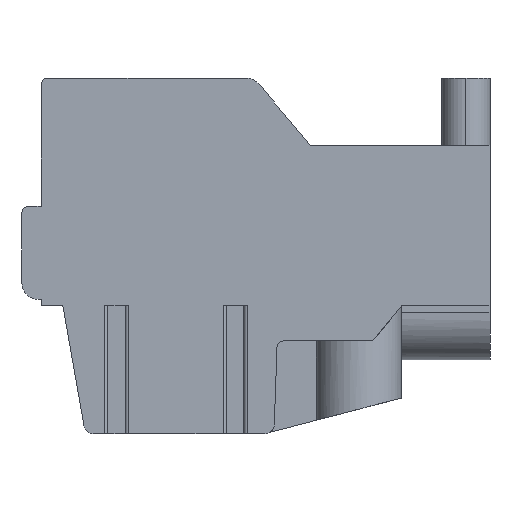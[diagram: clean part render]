
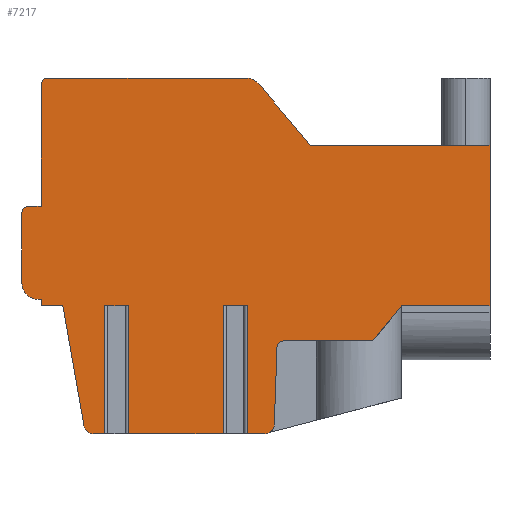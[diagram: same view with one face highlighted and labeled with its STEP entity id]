
A CAD part, front view. The second image highlights one B-rep face of the part: STEP entity #7217.
In plain terms, the highlighted planar face has unit normal (0, -1, 0).
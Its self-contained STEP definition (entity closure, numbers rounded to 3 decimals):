
#1=DIRECTION('',(1.,0.,0.));
#2=VECTOR('',#1,0.746);
#3=CARTESIAN_POINT('',(-12.023,0.,-7.186));
#4=LINE('',#3,#2);
#5=DIRECTION('',(0.,0.,-1.));
#6=VECTOR('',#5,4.);
#7=CARTESIAN_POINT('',(-12.023,0.,-7.186));
#8=LINE('',#7,#6);
#9=DIRECTION('',(-1.,0.,0.));
#10=VECTOR('',#9,0.348);
#11=CARTESIAN_POINT('',(-12.023,0.,-11.186));
#12=LINE('',#11,#10);
#13=CARTESIAN_POINT('',(-12.371,0.,-10.886));
#14=DIRECTION('',(0.,1.,0.));
#15=DIRECTION('',(0.,0.,-1.));
#16=AXIS2_PLACEMENT_3D('',#13,#14,#15);
#18=DIRECTION('',(-0.174,0.,0.985));
#19=VECTOR('',#18,3.81);
#20=CARTESIAN_POINT('',(-12.667,0.,-10.938));
#21=LINE('',#20,#19);
#22=DIRECTION('',(-1.,0.,0.));
#23=VECTOR('',#22,0.672);
#24=CARTESIAN_POINT('',(-13.328,0.,-7.186));
#25=LINE('',#24,#23);
#26=DIRECTION('',(0.,0.,1.));
#27=VECTOR('',#26,0.2);
#28=CARTESIAN_POINT('',(-14.,0.,-7.186));
#29=LINE('',#28,#27);
#30=DIRECTION('',(-1.,0.,0.));
#31=VECTOR('',#30,0.1);
#32=CARTESIAN_POINT('',(-14.,0.,-6.986));
#33=LINE('',#32,#31);
#34=CARTESIAN_POINT('',(-14.1,0.,-6.486));
#35=DIRECTION('',(0.,1.,0.));
#36=DIRECTION('',(0.,0.,-1.));
#37=AXIS2_PLACEMENT_3D('',#34,#35,#36);
#39=DIRECTION('',(0.,0.,1.));
#40=VECTOR('',#39,2.2);
#41=CARTESIAN_POINT('',(-14.6,0.,-6.486));
#42=LINE('',#41,#40);
#43=CARTESIAN_POINT('',(-14.4,0.,-4.286));
#44=DIRECTION('',(0.,1.,0.));
#45=DIRECTION('',(-1.,0.,0.));
#46=AXIS2_PLACEMENT_3D('',#43,#44,#45);
#48=DIRECTION('',(1.,0.,0.));
#49=VECTOR('',#48,0.4);
#50=CARTESIAN_POINT('',(-14.4,0.,-4.086));
#51=LINE('',#50,#49);
#52=DIRECTION('',(0.,0.,1.));
#53=VECTOR('',#52,3.8);
#54=CARTESIAN_POINT('',(-14.,0.,-4.086));
#55=LINE('',#54,#53);
#56=CARTESIAN_POINT('',(-13.8,0.,-0.286));
#57=DIRECTION('',(0.,1.,0.));
#58=DIRECTION('',(-1.,0.,0.));
#59=AXIS2_PLACEMENT_3D('',#56,#57,#58);
#61=DIRECTION('',(1.,0.,0.));
#62=VECTOR('',#61,6.205);
#63=CARTESIAN_POINT('',(-13.8,0.,-0.086));
#64=LINE('',#63,#62);
#65=CARTESIAN_POINT('',(-7.595,0.,-0.586));
#66=DIRECTION('',(0.,1.,0.));
#67=DIRECTION('',(0.,0.,1.));
#68=AXIS2_PLACEMENT_3D('',#65,#66,#67);
#70=DIRECTION('',(0.643,0.,-0.766));
#71=VECTOR('',#70,2.508);
#72=CARTESIAN_POINT('',(-7.212,0.,-0.264));
#73=LINE('',#72,#71);
#74=DIRECTION('',(1.,0.,0.));
#75=VECTOR('',#74,5.6);
#76=CARTESIAN_POINT('',(-5.6,0.,-2.186));
#77=LINE('',#76,#75);
#78=DIRECTION('',(0.,0.,-1.));
#79=VECTOR('',#78,5.);
#80=CARTESIAN_POINT('',(0.,0.,-2.186));
#81=LINE('',#80,#79);
#82=DIRECTION('',(-1.,0.,0.));
#83=VECTOR('',#82,2.75);
#84=CARTESIAN_POINT('',(0.,0.,-7.186));
#85=LINE('',#84,#83);
#86=DIRECTION('',(-0.635,0.,-0.773));
#87=VECTOR('',#86,1.423);
#88=CARTESIAN_POINT('',(-2.75,0.,-7.186));
#89=LINE('',#88,#87);
#90=DIRECTION('',(-1.,0.,0.));
#91=VECTOR('',#90,2.792);
#92=CARTESIAN_POINT('',(-3.653,0.,-8.286));
#93=LINE('',#92,#91);
#94=CARTESIAN_POINT('',(-6.445,0.,-8.486));
#95=DIRECTION('',(0.,-1.,0.));
#96=DIRECTION('',(0.,0.,1.));
#97=AXIS2_PLACEMENT_3D('',#94,#95,#96);
#99=DIRECTION('',(-0.035,0.,-0.999));
#100=VECTOR('',#99,2.419);
#101=CARTESIAN_POINT('',(-6.645,0.,-8.479));
#102=LINE('',#101,#100);
#103=CARTESIAN_POINT('',(-7.029,0.,-10.886));
#104=DIRECTION('',(0.,1.,0.));
#105=DIRECTION('',(0.999,0.,-0.035));
#106=AXIS2_PLACEMENT_3D('',#103,#104,#105);
#108=DIRECTION('',(-1.,0.,0.));
#109=VECTOR('',#108,0.547);
#110=CARTESIAN_POINT('',(-7.029,0.,-11.186));
#111=LINE('',#110,#109);
#112=DIRECTION('',(0.,0.,-1.));
#113=VECTOR('',#112,4.);
#114=CARTESIAN_POINT('',(-7.577,0.,-7.186));
#115=LINE('',#114,#113);
#116=DIRECTION('',(1.,0.,0.));
#117=VECTOR('',#116,0.746);
#118=CARTESIAN_POINT('',(-8.323,0.,-7.186));
#119=LINE('',#118,#117);
#120=DIRECTION('',(0.,0.,-1.));
#121=VECTOR('',#120,4.);
#122=CARTESIAN_POINT('',(-8.323,0.,-7.186));
#123=LINE('',#122,#121);
#124=DIRECTION('',(-1.,0.,0.));
#125=VECTOR('',#124,2.954);
#126=CARTESIAN_POINT('',(-8.323,0.,-11.186));
#127=LINE('',#126,#125);
#128=DIRECTION('',(0.,0.,-1.));
#129=VECTOR('',#128,4.);
#130=CARTESIAN_POINT('',(-11.277,0.,-7.186));
#131=LINE('',#130,#129);
#5577=CARTESIAN_POINT('',(-14.6,0.,-6.486));
#5578=CARTESIAN_POINT('',(-14.6,0.,-4.286));
#5579=VERTEX_POINT('',#5577);
#5580=VERTEX_POINT('',#5578);
#5581=CARTESIAN_POINT('',(-14.4,0.,-4.086));
#5582=VERTEX_POINT('',#5581);
#5583=CARTESIAN_POINT('',(-14.,0.,-4.086));
#5584=VERTEX_POINT('',#5583);
#5585=CARTESIAN_POINT('',(-14.,0.,-0.286));
#5586=VERTEX_POINT('',#5585);
#5587=CARTESIAN_POINT('',(-13.8,0.,-0.086));
#5588=VERTEX_POINT('',#5587);
#5589=CARTESIAN_POINT('',(-7.595,0.,-0.086));
#5590=VERTEX_POINT('',#5589);
#5591=CARTESIAN_POINT('',(-7.212,0.,-0.264));
#5592=VERTEX_POINT('',#5591);
#5593=CARTESIAN_POINT('',(-5.6,0.,-2.186));
#5594=VERTEX_POINT('',#5593);
#5595=CARTESIAN_POINT('',(0.,0.,-2.186));
#5596=VERTEX_POINT('',#5595);
#5597=CARTESIAN_POINT('',(0.,0.,-7.186));
#5598=VERTEX_POINT('',#5597);
#5599=CARTESIAN_POINT('',(-2.75,0.,-7.186));
#5600=VERTEX_POINT('',#5599);
#5601=CARTESIAN_POINT('',(-3.653,0.,-8.286));
#5602=VERTEX_POINT('',#5601);
#5603=CARTESIAN_POINT('',(-6.445,0.,-8.286));
#5604=VERTEX_POINT('',#5603);
#5605=CARTESIAN_POINT('',(-6.645,0.,-8.479));
#5606=VERTEX_POINT('',#5605);
#5607=CARTESIAN_POINT('',(-6.73,0.,-10.896));
#5608=VERTEX_POINT('',#5607);
#5609=CARTESIAN_POINT('',(-7.029,0.,-11.186));
#5610=VERTEX_POINT('',#5609);
#5611=CARTESIAN_POINT('',(-12.371,0.,-11.186));
#5612=CARTESIAN_POINT('',(-12.667,0.,-10.938));
#5613=VERTEX_POINT('',#5611);
#5614=VERTEX_POINT('',#5612);
#5615=CARTESIAN_POINT('',(-13.328,0.,-7.186));
#5616=VERTEX_POINT('',#5615);
#5617=CARTESIAN_POINT('',(-14.,0.,-7.186));
#5618=VERTEX_POINT('',#5617);
#5619=CARTESIAN_POINT('',(-14.,0.,-6.986));
#5620=VERTEX_POINT('',#5619);
#5621=CARTESIAN_POINT('',(-14.1,0.,-6.986));
#5622=VERTEX_POINT('',#5621);
#6073=CARTESIAN_POINT('',(-12.023,0.,-7.186));
#6074=CARTESIAN_POINT('',(-11.277,0.,-7.186));
#6075=VERTEX_POINT('',#6073);
#6076=VERTEX_POINT('',#6074);
#6077=CARTESIAN_POINT('',(-8.323,0.,-7.186));
#6078=CARTESIAN_POINT('',(-7.577,0.,-7.186));
#6079=VERTEX_POINT('',#6077);
#6080=VERTEX_POINT('',#6078);
#6081=CARTESIAN_POINT('',(-11.277,0.,-11.186));
#6082=VERTEX_POINT('',#6081);
#6083=CARTESIAN_POINT('',(-12.023,0.,-11.186));
#6084=VERTEX_POINT('',#6083);
#6085=CARTESIAN_POINT('',(-8.323,0.,-11.186));
#6086=VERTEX_POINT('',#6085);
#6087=CARTESIAN_POINT('',(-7.577,0.,-11.186));
#6088=VERTEX_POINT('',#6087);
#7148=CARTESIAN_POINT('',(0.,0.,0.));
#7149=DIRECTION('',(0.,1.,0.));
#7150=DIRECTION('',(1.,0.,0.));
#7151=AXIS2_PLACEMENT_3D('',#7148,#7149,#7150);
#7152=PLANE('',#7151);
#7154=ORIENTED_EDGE('',*,*,#7153,.F.);
#7156=ORIENTED_EDGE('',*,*,#7155,.T.);
#7158=ORIENTED_EDGE('',*,*,#7157,.T.);
#7160=ORIENTED_EDGE('',*,*,#7159,.T.);
#7162=ORIENTED_EDGE('',*,*,#7161,.T.);
#7164=ORIENTED_EDGE('',*,*,#7163,.T.);
#7166=ORIENTED_EDGE('',*,*,#7165,.T.);
#7168=ORIENTED_EDGE('',*,*,#7167,.T.);
#7170=ORIENTED_EDGE('',*,*,#7169,.T.);
#7172=ORIENTED_EDGE('',*,*,#7171,.T.);
#7174=ORIENTED_EDGE('',*,*,#7173,.T.);
#7176=ORIENTED_EDGE('',*,*,#7175,.T.);
#7178=ORIENTED_EDGE('',*,*,#7177,.T.);
#7180=ORIENTED_EDGE('',*,*,#7179,.T.);
#7182=ORIENTED_EDGE('',*,*,#7181,.T.);
#7184=ORIENTED_EDGE('',*,*,#7183,.T.);
#7186=ORIENTED_EDGE('',*,*,#7185,.T.);
#7188=ORIENTED_EDGE('',*,*,#7187,.T.);
#7190=ORIENTED_EDGE('',*,*,#7189,.T.);
#7192=ORIENTED_EDGE('',*,*,#7191,.T.);
#7194=ORIENTED_EDGE('',*,*,#7193,.T.);
#7196=ORIENTED_EDGE('',*,*,#7195,.T.);
#7198=ORIENTED_EDGE('',*,*,#7197,.T.);
#7200=ORIENTED_EDGE('',*,*,#7199,.T.);
#7202=ORIENTED_EDGE('',*,*,#7201,.T.);
#7204=ORIENTED_EDGE('',*,*,#7203,.T.);
#7206=ORIENTED_EDGE('',*,*,#7205,.F.);
#7208=ORIENTED_EDGE('',*,*,#7207,.F.);
#7210=ORIENTED_EDGE('',*,*,#7209,.T.);
#7212=ORIENTED_EDGE('',*,*,#7211,.T.);
#7214=ORIENTED_EDGE('',*,*,#7213,.F.);
#7215=EDGE_LOOP('',(#7154,#7156,#7158,#7160,#7162,#7164,#7166,#7168,#7170,#7172,
#7174,#7176,#7178,#7180,#7182,#7184,#7186,#7188,#7190,#7192,#7194,#7196,#7198,
#7200,#7202,#7204,#7206,#7208,#7210,#7212,#7214));
#7216=FACE_OUTER_BOUND('',#7215,.F.);
#7217=ADVANCED_FACE('',(#7216),#7152,.F.);
#17=CIRCLE('',#16,0.3);
#38=CIRCLE('',#37,0.5);
#47=CIRCLE('',#46,0.2);
#60=CIRCLE('',#59,0.2);
#69=CIRCLE('',#68,0.5);
#98=CIRCLE('',#97,0.2);
#107=CIRCLE('',#106,0.3);
#7153=EDGE_CURVE('',#6075,#6076,#4,.T.);
#7155=EDGE_CURVE('',#6075,#6084,#8,.T.);
#7157=EDGE_CURVE('',#6084,#5613,#12,.T.);
#7159=EDGE_CURVE('',#5613,#5614,#17,.T.);
#7161=EDGE_CURVE('',#5614,#5616,#21,.T.);
#7163=EDGE_CURVE('',#5616,#5618,#25,.T.);
#7165=EDGE_CURVE('',#5618,#5620,#29,.T.);
#7167=EDGE_CURVE('',#5620,#5622,#33,.T.);
#7169=EDGE_CURVE('',#5622,#5579,#38,.T.);
#7171=EDGE_CURVE('',#5579,#5580,#42,.T.);
#7173=EDGE_CURVE('',#5580,#5582,#47,.T.);
#7175=EDGE_CURVE('',#5582,#5584,#51,.T.);
#7177=EDGE_CURVE('',#5584,#5586,#55,.T.);
#7179=EDGE_CURVE('',#5586,#5588,#60,.T.);
#7181=EDGE_CURVE('',#5588,#5590,#64,.T.);
#7183=EDGE_CURVE('',#5590,#5592,#69,.T.);
#7185=EDGE_CURVE('',#5592,#5594,#73,.T.);
#7187=EDGE_CURVE('',#5594,#5596,#77,.T.);
#7189=EDGE_CURVE('',#5596,#5598,#81,.T.);
#7191=EDGE_CURVE('',#5598,#5600,#85,.T.);
#7193=EDGE_CURVE('',#5600,#5602,#89,.T.);
#7195=EDGE_CURVE('',#5602,#5604,#93,.T.);
#7197=EDGE_CURVE('',#5604,#5606,#98,.T.);
#7199=EDGE_CURVE('',#5606,#5608,#102,.T.);
#7201=EDGE_CURVE('',#5608,#5610,#107,.T.);
#7203=EDGE_CURVE('',#5610,#6088,#111,.T.);
#7205=EDGE_CURVE('',#6080,#6088,#115,.T.);
#7207=EDGE_CURVE('',#6079,#6080,#119,.T.);
#7209=EDGE_CURVE('',#6079,#6086,#123,.T.);
#7211=EDGE_CURVE('',#6086,#6082,#127,.T.);
#7213=EDGE_CURVE('',#6076,#6082,#131,.T.);
